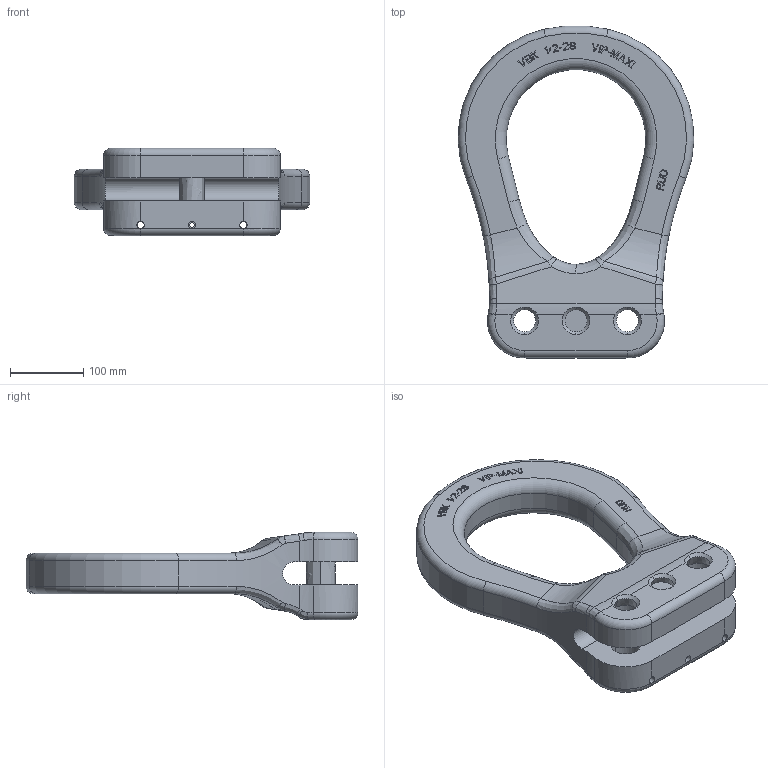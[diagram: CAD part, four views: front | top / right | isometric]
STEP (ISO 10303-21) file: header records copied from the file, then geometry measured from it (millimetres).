
FILE_DESCRIPTION((''),'2;1');
FILE_NAME('001-M34441-P-6','2012-10-15T',('Azubi.TBM'),(''),'PRO/ENGINEER BY PARAMETRIC TECHNOLOGY CORPORATION, 2010140','PRO/ENGINEER BY PARAMETRIC TECHNOLOGY CORPORATION, 2010140','');
FILE_SCHEMA(('CONFIG_CONTROL_DESIGN'));
Length unit declared in the file: millimetre
Products named in the file (1): 001-M34441-P-6
Bounding box: 320.84 x 451.95 x 119 mm (x, y, z)
Volume: 4920777.2 mm3; surface area: 358072.3 mm2
Topology: 1 solids, 1 shells, 559 faces, 1550 edges, 1001 vertices
Faces by surface type: plane 413, cylinder 58, bspline 46, torus 20, cone 18, extrusion 4
Entity records: 20279 total; most frequent: CARTESIAN_POINT 6296, ORIENTED_EDGE 3100, DIRECTION 2579, EDGE_CURVE 1550, VECTOR 1203, LINE 1199, VERTEX_POINT 1001, AXIS2_PLACEMENT_3D 688
